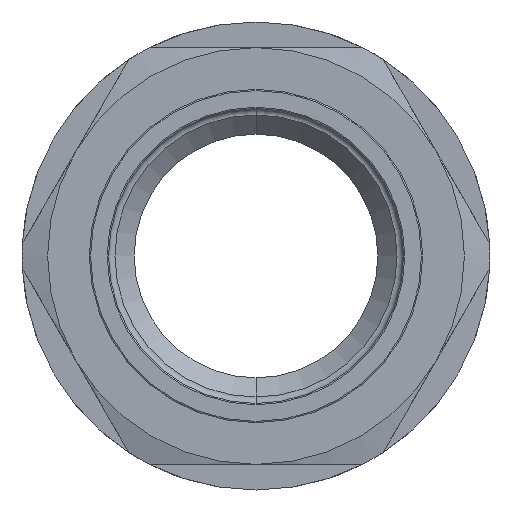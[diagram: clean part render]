
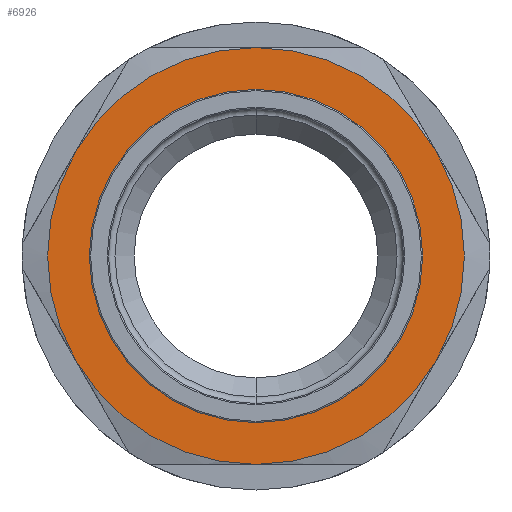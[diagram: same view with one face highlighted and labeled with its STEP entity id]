
A CAD part, front view. The second image highlights one B-rep face of the part: STEP entity #6926.
In plain terms, the highlighted planar face has unit normal (0, -1, 0).
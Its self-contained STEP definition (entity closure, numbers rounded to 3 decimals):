
#85 = DIRECTION ( 'NONE',  ( 0., 0., 1. ) ) ;
#220 = ORIENTED_EDGE ( 'NONE', *, *, #6986, .F. ) ;
#441 = CARTESIAN_POINT ( 'NONE',  ( 0., -34., 0. ) ) ;
#630 = DIRECTION ( 'NONE',  ( 0., 0., 1. ) ) ;
#631 = CARTESIAN_POINT ( 'NONE',  ( 0., -34., 0. ) ) ;
#809 = AXIS2_PLACEMENT_3D ( 'NONE', #6459, #8920, #3821 ) ;
#844 = DIRECTION ( 'NONE',  ( 0., 0., -1. ) ) ;
#985 = CIRCLE ( 'NONE', #10464, 26. ) ;
#1529 = CIRCLE ( 'NONE', #7505, 32.5 ) ;
#1872 = VERTEX_POINT ( 'NONE', #14882 ) ;
#2081 = DIRECTION ( 'NONE',  ( 0., 0., 1. ) ) ;
#2118 = CARTESIAN_POINT ( 'NONE',  ( 0., -34., 0. ) ) ;
#2449 = CARTESIAN_POINT ( 'NONE',  ( 28.146, -34., -16.25 ) ) ;
#2480 = CARTESIAN_POINT ( 'NONE',  ( -28.146, -34., 16.25 ) ) ;
#3443 = ORIENTED_EDGE ( 'NONE', *, *, #8193, .F. ) ;
#3445 = CIRCLE ( 'NONE', #4810, 32.5 ) ;
#3587 = DIRECTION ( 'NONE',  ( 0., 0., 1. ) ) ;
#3728 = DIRECTION ( 'NONE',  ( 0., 1., 0. ) ) ;
#3737 = FACE_BOUND ( 'NONE', #9761, .T. ) ;
#3821 = DIRECTION ( 'NONE',  ( 0., 0., -1. ) ) ;
#4667 = CARTESIAN_POINT ( 'NONE',  ( 0., -34., 26. ) ) ;
#4810 = AXIS2_PLACEMENT_3D ( 'NONE', #12666, #7258, #7173 ) ;
#5143 = CARTESIAN_POINT ( 'NONE',  ( 0., -34., -32.5 ) ) ;
#6078 = CIRCLE ( 'NONE', #14713, 32.5 ) ;
#6421 = VERTEX_POINT ( 'NONE', #14485 ) ;
#6453 = CARTESIAN_POINT ( 'NONE',  ( 0., -34., 0. ) ) ;
#6459 = CARTESIAN_POINT ( 'NONE',  ( 0., -34., 0. ) ) ;
#6776 = ORIENTED_EDGE ( 'NONE', *, *, #16266, .F. ) ;
#6926 = ADVANCED_FACE ( 'NONE', ( #3737, #12715 ), #12638, .T. ) ;
#6986 = EDGE_CURVE ( 'NONE', #9083, #6421, #7588, .T. ) ;
#6989 = ORIENTED_EDGE ( 'NONE', *, *, #16539, .F. ) ;
#7113 = EDGE_LOOP ( 'NONE', ( #220, #15985, #11552, #3443, #6776, #6989 ) ) ;
#7173 = DIRECTION ( 'NONE',  ( 0., 0., 1. ) ) ;
#7258 = DIRECTION ( 'NONE',  ( 0., 1., 0. ) ) ;
#7505 = AXIS2_PLACEMENT_3D ( 'NONE', #8273, #10972, #630 ) ;
#7588 = CIRCLE ( 'NONE', #12448, 32.5 ) ;
#7813 = DIRECTION ( 'NONE',  ( 0., 1., 0. ) ) ;
#8042 = AXIS2_PLACEMENT_3D ( 'NONE', #631, #14866, #2081 ) ;
#8160 = VERTEX_POINT ( 'NONE', #2480 ) ;
#8193 = EDGE_CURVE ( 'NONE', #1872, #9769, #6078, .T. ) ;
#8247 = CIRCLE ( 'NONE', #10419, 26. ) ;
#8273 = CARTESIAN_POINT ( 'NONE',  ( 0., -34., 0. ) ) ;
#8589 = EDGE_CURVE ( 'NONE', #12333, #10012, #8247, .T. ) ;
#8668 = VERTEX_POINT ( 'NONE', #2449 ) ;
#8920 = DIRECTION ( 'NONE',  ( 0., -1., 0. ) ) ;
#8991 = DIRECTION ( 'NONE',  ( 0., 0., -1. ) ) ;
#9083 = VERTEX_POINT ( 'NONE', #5143 ) ;
#9161 = CARTESIAN_POINT ( 'NONE',  ( 0., -34., -26. ) ) ;
#9404 = CIRCLE ( 'NONE', #16138, 32.5 ) ;
#9519 = DIRECTION ( 'NONE',  ( 0., 0., 1. ) ) ;
#9761 = EDGE_LOOP ( 'NONE', ( #12879, #11844 ) ) ;
#9769 = VERTEX_POINT ( 'NONE', #13392 ) ;
#10012 = VERTEX_POINT ( 'NONE', #4667 ) ;
#10183 = CARTESIAN_POINT ( 'NONE',  ( 0., -34., 0. ) ) ;
#10419 = AXIS2_PLACEMENT_3D ( 'NONE', #2118, #16339, #844 ) ;
#10464 = AXIS2_PLACEMENT_3D ( 'NONE', #6453, #3728, #8991 ) ;
#10972 = DIRECTION ( 'NONE',  ( 0., 1., 0. ) ) ;
#11543 = EDGE_CURVE ( 'NONE', #10012, #12333, #985, .T. ) ;
#11552 = ORIENTED_EDGE ( 'NONE', *, *, #16171, .F. ) ;
#11844 = ORIENTED_EDGE ( 'NONE', *, *, #11543, .T. ) ;
#12137 = DIRECTION ( 'NONE',  ( 0., 1., 0. ) ) ;
#12333 = VERTEX_POINT ( 'NONE', #9161 ) ;
#12448 = AXIS2_PLACEMENT_3D ( 'NONE', #10183, #7813, #85 ) ;
#12638 = PLANE ( 'NONE',  #809 ) ;
#12657 = CARTESIAN_POINT ( 'NONE',  ( 0., -34., 0. ) ) ;
#12666 = CARTESIAN_POINT ( 'NONE',  ( 0., -34., 0. ) ) ;
#12715 = FACE_OUTER_BOUND ( 'NONE', #7113, .T. ) ;
#12879 = ORIENTED_EDGE ( 'NONE', *, *, #8589, .T. ) ;
#12949 = EDGE_CURVE ( 'NONE', #8668, #9083, #14510, .T. ) ;
#13392 = CARTESIAN_POINT ( 'NONE',  ( 28.146, -34., 16.25 ) ) ;
#14485 = CARTESIAN_POINT ( 'NONE',  ( -28.146, -34., -16.25 ) ) ;
#14510 = CIRCLE ( 'NONE', #8042, 32.5 ) ;
#14713 = AXIS2_PLACEMENT_3D ( 'NONE', #12657, #16624, #3587 ) ;
#14866 = DIRECTION ( 'NONE',  ( 0., 1., 0. ) ) ;
#14882 = CARTESIAN_POINT ( 'NONE',  ( 0., -34., 32.5 ) ) ;
#15985 = ORIENTED_EDGE ( 'NONE', *, *, #12949, .F. ) ;
#16138 = AXIS2_PLACEMENT_3D ( 'NONE', #441, #12137, #9519 ) ;
#16171 = EDGE_CURVE ( 'NONE', #9769, #8668, #1529, .T. ) ;
#16266 = EDGE_CURVE ( 'NONE', #8160, #1872, #3445, .T. ) ;
#16339 = DIRECTION ( 'NONE',  ( 0., 1., 0. ) ) ;
#16539 = EDGE_CURVE ( 'NONE', #6421, #8160, #9404, .T. ) ;
#16624 = DIRECTION ( 'NONE',  ( 0., 1., 0. ) ) ;
